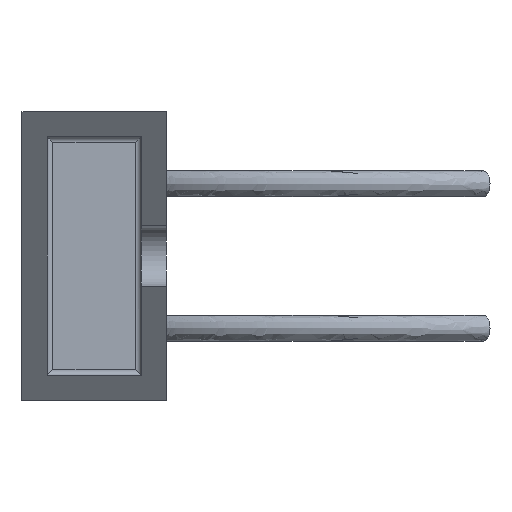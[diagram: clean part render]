
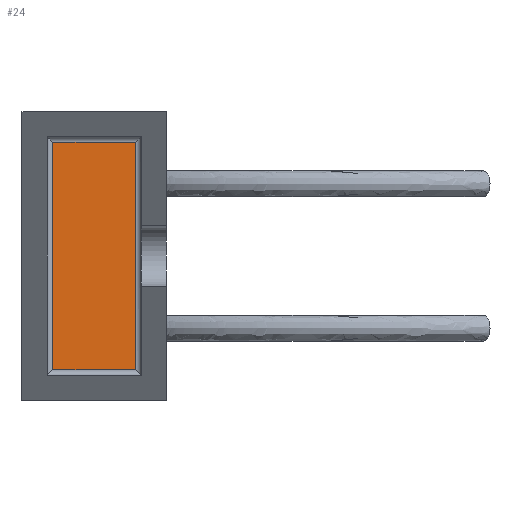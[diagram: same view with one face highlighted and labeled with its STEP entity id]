
A CAD part, left-side view. The second image highlights one B-rep face of the part: STEP entity #24.
In plain terms, the highlighted planar face has unit normal (-1, 0, 0).
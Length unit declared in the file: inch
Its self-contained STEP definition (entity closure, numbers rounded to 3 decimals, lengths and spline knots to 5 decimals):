
#24 = ADVANCED_FACE ( 'NONE', ( #752 ), #1746, .T. ) ;
#36 = VERTEX_POINT ( 'NONE', #1734 ) ;
#112 = ORIENTED_EDGE ( 'NONE', *, *, #160, .T. ) ;
#160 = EDGE_CURVE ( 'NONE', #576, #470, #654, .T. ) ;
#268 = LINE ( 'NONE', #1476, #820 ) ;
#366 = VERTEX_POINT ( 'NONE', #1620 ) ;
#367 = ORIENTED_EDGE ( 'NONE', *, *, #1132, .T. ) ;
#410 = ORIENTED_EDGE ( 'NONE', *, *, #1786, .T. ) ;
#414 = CARTESIAN_POINT ( 'NONE',  ( -2.27, 0.16, 0.59 ) ) ;
#470 = VERTEX_POINT ( 'NONE', #1755 ) ;
#576 = VERTEX_POINT ( 'NONE', #414 ) ;
#617 = LINE ( 'NONE', #788, #749 ) ;
#654 = LINE ( 'NONE', #1654, #1216 ) ;
#749 = VECTOR ( 'NONE', #841, 39.37008 ) ;
#752 = FACE_OUTER_BOUND ( 'NONE', #1535, .T. ) ;
#788 = CARTESIAN_POINT ( 'NONE',  ( -2.27, 0.59, -0.62 ) ) ;
#820 = VECTOR ( 'NONE', #1608, 39.37008 ) ;
#826 = AXIS2_PLACEMENT_3D ( 'NONE', #1168, #1720, #1733 ) ;
#841 = DIRECTION ( 'NONE',  ( 0., 0., -1. ) ) ;
#911 = ORIENTED_EDGE ( 'NONE', *, *, #1657, .T. ) ;
#1132 = EDGE_CURVE ( 'NONE', #470, #36, #617, .T. ) ;
#1168 = CARTESIAN_POINT ( 'NONE',  ( -2.27, 0., 0. ) ) ;
#1216 = VECTOR ( 'NONE', #1655, 39.37008 ) ;
#1264 = VECTOR ( 'NONE', #1383, 39.37008 ) ;
#1281 = LINE ( 'NONE', #1353, #1264 ) ;
#1353 = CARTESIAN_POINT ( 'NONE',  ( -2.27, 0.16, 0.62 ) ) ;
#1383 = DIRECTION ( 'NONE',  ( 0., 0., 1. ) ) ;
#1476 = CARTESIAN_POINT ( 'NONE',  ( -2.27, 0.13, -0.59 ) ) ;
#1535 = EDGE_LOOP ( 'NONE', ( #112, #367, #911, #410 ) ) ;
#1608 = DIRECTION ( 'NONE',  ( 0., -1., 0. ) ) ;
#1620 = CARTESIAN_POINT ( 'NONE',  ( -2.27, 0.16, -0.59 ) ) ;
#1654 = CARTESIAN_POINT ( 'NONE',  ( -2.27, 0.62, 0.59 ) ) ;
#1655 = DIRECTION ( 'NONE',  ( 0., 1., 0. ) ) ;
#1657 = EDGE_CURVE ( 'NONE', #36, #366, #268, .T. ) ;
#1720 = DIRECTION ( 'NONE',  ( -1., 0., 0. ) ) ;
#1733 = DIRECTION ( 'NONE',  ( 0., 0., -1. ) ) ;
#1734 = CARTESIAN_POINT ( 'NONE',  ( -2.27, 0.59, -0.59 ) ) ;
#1746 = PLANE ( 'NONE',  #826 ) ;
#1755 = CARTESIAN_POINT ( 'NONE',  ( -2.27, 0.59, 0.59 ) ) ;
#1786 = EDGE_CURVE ( 'NONE', #366, #576, #1281, .T. ) ;
